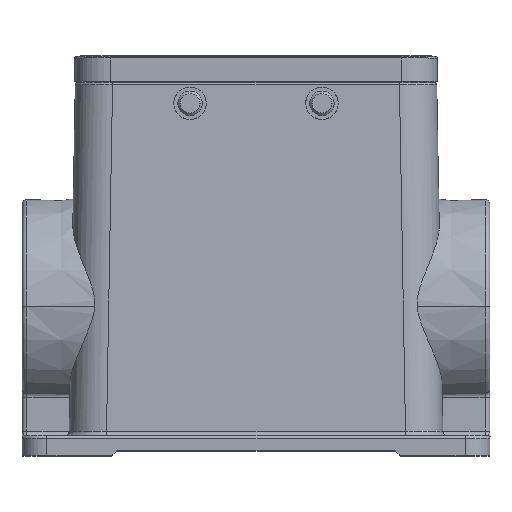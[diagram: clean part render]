
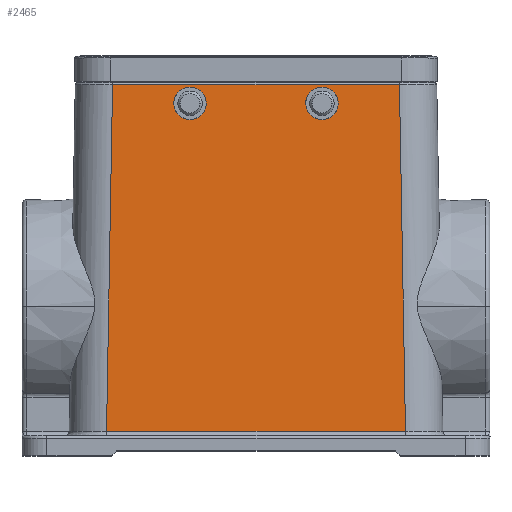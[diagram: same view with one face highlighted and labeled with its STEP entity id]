
A CAD part, top view. The second image highlights one B-rep face of the part: STEP entity #2465.
In plain terms, the highlighted planar face has unit normal (0, 0.018, 1).
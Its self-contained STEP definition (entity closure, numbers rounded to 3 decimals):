
#1908 = CARTESIAN_POINT ( 'NONE',  ( -16.5, -6.2, 21.573 ) ) ;
#1909 = CARTESIAN_POINT ( 'NONE',  ( -16.5, 0.3, 21.46 ) ) ;
#1910 = CARTESIAN_POINT ( 'NONE',  ( -10., 0.3, 21.46 ) ) ;
#1911 = CARTESIAN_POINT ( 'NONE',  ( -10., -6.2, 21.573 ) ) ;
#2269 =( BOUNDED_CURVE ( )  B_SPLINE_CURVE ( 3, ( #6181, #6182, #6183, #6184 ),
 .UNSPECIFIED., .F., .F. ) 
 B_SPLINE_CURVE_WITH_KNOTS ( ( 4, 4 ),
 ( 4.712, 7.854 ),
 .UNSPECIFIED. ) 
 CURVE ( )  GEOMETRIC_REPRESENTATION_ITEM ( )  RATIONAL_B_SPLINE_CURVE ( ( 1., 0.333, 0.333, 1. ) ) 
 REPRESENTATION_ITEM ( '' )  );
#2284 =( BOUNDED_CURVE ( )  B_SPLINE_CURVE ( 3, ( #1908, #1909, #1910, #1911 ),
 .UNSPECIFIED., .F., .F. ) 
 B_SPLINE_CURVE_WITH_KNOTS ( ( 4, 4 ),
 ( 4.712, 7.854 ),
 .UNSPECIFIED. ) 
 CURVE ( )  GEOMETRIC_REPRESENTATION_ITEM ( )  RATIONAL_B_SPLINE_CURVE ( ( 1., 0.333, 0.333, 1. ) ) 
 REPRESENTATION_ITEM ( '' )  );
#2465 = ADVANCED_FACE ( 'NONE', ( #9636, #9665, #9760 ), #6177, .T. ) ;
#2467 = EDGE_CURVE ( 'NONE', #6502, #6469, #2269, .T. ) ;
#2607 = EDGE_CURVE ( 'NONE', #6475, #6455, #2284, .T. ) ;
#4737 = EDGE_CURVE ( 'NONE', #6455, #6475, #10564, .T. ) ;
#4738 = EDGE_CURVE ( 'NONE', #6631, #6621, #8758, .T. ) ;
#4739 = EDGE_CURVE ( 'NONE', #6621, #6545, #8761, .T. ) ;
#4740 = EDGE_CURVE ( 'NONE', #6545, #6529, #8764, .T. ) ;
#4741 = EDGE_CURVE ( 'NONE', #6529, #6631, #8767, .T. ) ;
#4742 = EDGE_CURVE ( 'NONE', #6469, #6502, #10572, .T. ) ;
#4821 = EDGE_LOOP ( 'NONE', ( #8071, #8072, #8073, #8068 ) ) ;
#4824 = EDGE_LOOP ( 'NONE', ( #8069, #8070 ) ) ;
#4842 = EDGE_LOOP ( 'NONE', ( #8074, #8075 ) ) ;
#6177 = PLANE ( 'NONE',  #9700 ) ;
#6178 = CARTESIAN_POINT ( 'NONE',  ( -38.892, -2., 21.5 ) ) ;
#6179 = DIRECTION ( 'NONE',  ( 0., 0.017, 1. ) ) ;
#6180 = DIRECTION ( 'NONE',  ( 0., -1., 0.017 ) ) ;
#6181 = CARTESIAN_POINT ( 'NONE',  ( 10., -6.2, 21.573 ) ) ;
#6182 = CARTESIAN_POINT ( 'NONE',  ( 10., 0.3, 21.46 ) ) ;
#6183 = CARTESIAN_POINT ( 'NONE',  ( 16.5, 0.3, 21.46 ) ) ;
#6184 = CARTESIAN_POINT ( 'NONE',  ( 16.5, -6.2, 21.573 ) ) ;
#6292 = CARTESIAN_POINT ( 'NONE',  ( -10., -6.2, 21.573 ) ) ;
#6306 = CARTESIAN_POINT ( 'NONE',  ( 16.5, -6.2, 21.573 ) ) ;
#6312 = CARTESIAN_POINT ( 'NONE',  ( -16.5, -6.2, 21.573 ) ) ;
#6339 = CARTESIAN_POINT ( 'NONE',  ( 10., -6.2, 21.573 ) ) ;
#6455 = VERTEX_POINT ( 'NONE', #6292 ) ;
#6469 = VERTEX_POINT ( 'NONE', #6306 ) ;
#6475 = VERTEX_POINT ( 'NONE', #6312 ) ;
#6502 = VERTEX_POINT ( 'NONE', #6339 ) ;
#6529 = VERTEX_POINT ( 'NONE', #7219 ) ;
#6545 = VERTEX_POINT ( 'NONE', #7235 ) ;
#6621 = VERTEX_POINT ( 'NONE', #7311 ) ;
#6631 = VERTEX_POINT ( 'NONE', #7321 ) ;
#7219 = CARTESIAN_POINT ( 'NONE',  ( -30.023, -72.017, 22.722 ) ) ;
#7235 = CARTESIAN_POINT ( 'NONE',  ( -28.809, -2.491, 21.509 ) ) ;
#7311 = CARTESIAN_POINT ( 'NONE',  ( 28.81, -2.491, 21.509 ) ) ;
#7321 = CARTESIAN_POINT ( 'NONE',  ( 30.023, -72.017, 22.722 ) ) ;
#8068 = ORIENTED_EDGE ( 'NONE', *, *, #4739, .T. ) ;
#8069 = ORIENTED_EDGE ( 'NONE', *, *, #2467, .T. ) ;
#8070 = ORIENTED_EDGE ( 'NONE', *, *, #4742, .T. ) ;
#8071 = ORIENTED_EDGE ( 'NONE', *, *, #4740, .T. ) ;
#8072 = ORIENTED_EDGE ( 'NONE', *, *, #4741, .T. ) ;
#8073 = ORIENTED_EDGE ( 'NONE', *, *, #4738, .T. ) ;
#8074 = ORIENTED_EDGE ( 'NONE', *, *, #2607, .T. ) ;
#8075 = ORIENTED_EDGE ( 'NONE', *, *, #4737, .T. ) ;
#8754 = CARTESIAN_POINT ( 'NONE',  ( -10., -6.2, 21.573 ) ) ;
#8755 = CARTESIAN_POINT ( 'NONE',  ( -10., -12.7, 21.687 ) ) ;
#8756 = CARTESIAN_POINT ( 'NONE',  ( -16.5, -12.7, 21.687 ) ) ;
#8757 = CARTESIAN_POINT ( 'NONE',  ( -16.5, -6.2, 21.573 ) ) ;
#8758 = LINE ( 'NONE', #8759, #10595 ) ;
#8759 = CARTESIAN_POINT ( 'NONE',  ( 30.023, -72.017, 22.722 ) ) ;
#8760 = DIRECTION ( 'NONE',  ( -0.017, 1., -0.017 ) ) ;
#8761 = LINE ( 'NONE', #8762, #10596 ) ;
#8762 = CARTESIAN_POINT ( 'NONE',  ( -38.892, -2.491, 21.509 ) ) ;
#8763 = DIRECTION ( 'NONE',  ( -1., 0., 0. ) ) ;
#8764 = LINE ( 'NONE', #8765, #10597 ) ;
#8765 = CARTESIAN_POINT ( 'NONE',  ( -28.809, -2.491, 21.509 ) ) ;
#8766 = DIRECTION ( 'NONE',  ( -0.017, -1., 0.017 ) ) ;
#8767 = LINE ( 'NONE', #8768, #10599 ) ;
#8768 = CARTESIAN_POINT ( 'NONE',  ( -38.892, -72.017, 22.722 ) ) ;
#8769 = DIRECTION ( 'NONE',  ( 1., 0., 0. ) ) ;
#8770 = CARTESIAN_POINT ( 'NONE',  ( 16.5, -6.2, 21.573 ) ) ;
#8771 = CARTESIAN_POINT ( 'NONE',  ( 16.5, -12.7, 21.687 ) ) ;
#8772 = CARTESIAN_POINT ( 'NONE',  ( 10., -12.7, 21.687 ) ) ;
#8773 = CARTESIAN_POINT ( 'NONE',  ( 10., -6.2, 21.573 ) ) ;
#9636 = FACE_BOUND ( 'NONE', #4824, .T. ) ;
#9665 = FACE_OUTER_BOUND ( 'NONE', #4821, .T. ) ;
#9700 = AXIS2_PLACEMENT_3D ( 'NONE', #6178, #6179, #6180 ) ;
#9760 = FACE_BOUND ( 'NONE', #4842, .T. ) ;
#10564 =( BOUNDED_CURVE ( )  B_SPLINE_CURVE ( 3, ( #8754, #8755, #8756, #8757 ),
 .UNSPECIFIED., .F., .F. ) 
 B_SPLINE_CURVE_WITH_KNOTS ( ( 4, 4 ),
 ( 1.571, 4.712 ),
 .UNSPECIFIED. ) 
 CURVE ( )  GEOMETRIC_REPRESENTATION_ITEM ( )  RATIONAL_B_SPLINE_CURVE ( ( 1., 0.333, 0.333, 1. ) ) 
 REPRESENTATION_ITEM ( '' )  );
#10572 =( BOUNDED_CURVE ( )  B_SPLINE_CURVE ( 3, ( #8770, #8771, #8772, #8773 ),
 .UNSPECIFIED., .F., .F. ) 
 B_SPLINE_CURVE_WITH_KNOTS ( ( 4, 4 ),
 ( 1.571, 4.712 ),
 .UNSPECIFIED. ) 
 CURVE ( )  GEOMETRIC_REPRESENTATION_ITEM ( )  RATIONAL_B_SPLINE_CURVE ( ( 1., 0.333, 0.333, 1. ) ) 
 REPRESENTATION_ITEM ( '' )  );
#10595 = VECTOR ( 'NONE', #8760, 1000. ) ;
#10596 = VECTOR ( 'NONE', #8763, 1000. ) ;
#10597 = VECTOR ( 'NONE', #8766, 1000. ) ;
#10599 = VECTOR ( 'NONE', #8769, 1000. ) ;
